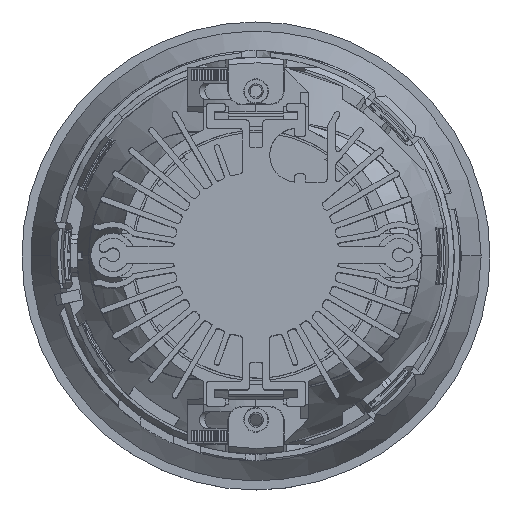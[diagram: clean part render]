
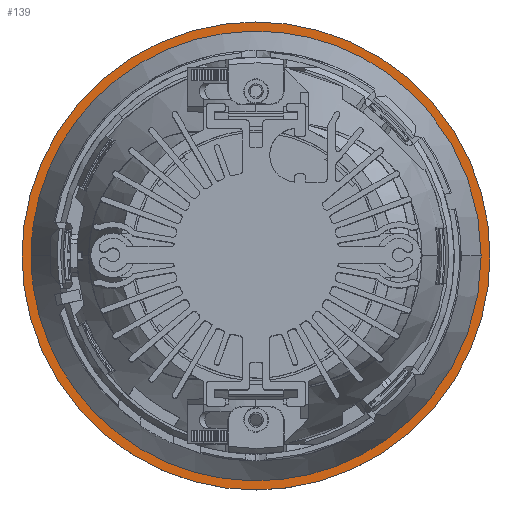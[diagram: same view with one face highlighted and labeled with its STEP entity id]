
A CAD part, top view. The second image highlights one B-rep face of the part: STEP entity #139.
In plain terms, the highlighted planar face has unit normal (0, 0, 1).
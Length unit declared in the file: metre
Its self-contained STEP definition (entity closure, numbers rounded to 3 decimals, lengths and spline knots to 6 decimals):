
#32=FACE_BOUND('',#2442,.T.);
#139=ADVANCED_FACE('',(#1287,#32),#18573,.T.);
#1287=FACE_OUTER_BOUND('',#2441,.T.);
#2441=EDGE_LOOP('',(#3881,#3882));
#2442=EDGE_LOOP('',(#3883,#3884));
#3881=ORIENTED_EDGE('',*,*,#10188,.T.);
#3882=ORIENTED_EDGE('',*,*,#10187,.T.);
#3883=ORIENTED_EDGE('',*,*,#10184,.F.);
#3884=ORIENTED_EDGE('',*,*,#10183,.T.);
#10183=EDGE_CURVE('',#16466,#16465,#14478,.T.);
#10184=EDGE_CURVE('',#16466,#16465,#14479,.T.);
#10187=EDGE_CURVE('',#16621,#16620,#13285,.T.);
#10188=EDGE_CURVE('',#16620,#16621,#13286,.T.);
#13285=(
BOUNDED_CURVE()
B_SPLINE_CURVE(2,(#29214,#29215,#29216,#29217,#29218),.UNSPECIFIED.,.F.,
 .F.)
B_SPLINE_CURVE_WITH_KNOTS((3,2,3),(0.133518,0.200277,
0.267035),.UNSPECIFIED.)
CURVE()
GEOMETRIC_REPRESENTATION_ITEM()
RATIONAL_B_SPLINE_CURVE((1.,0.707,1.,0.707,1.))
REPRESENTATION_ITEM('')
);
#13286=(
BOUNDED_CURVE()
B_SPLINE_CURVE(2,(#29219,#29220,#29221,#29222,#29223),.UNSPECIFIED.,.F.,
 .F.)
B_SPLINE_CURVE_WITH_KNOTS((3,2,3),(0.,0.066759,0.133518),
 .UNSPECIFIED.)
CURVE()
GEOMETRIC_REPRESENTATION_ITEM()
RATIONAL_B_SPLINE_CURVE((1.,0.707,1.,0.707,1.))
REPRESENTATION_ITEM('')
);
#14478=B_SPLINE_CURVE_WITH_KNOTS('',3,(#29160,#29161,#29162,#29163,#29164,
#29165,#29166,#29167,#29168,#29169,#29170,#29171,#29172,#29173,#29174,#29175,
#29176,#29177,#29178,#29179,#29180,#29181),.UNSPECIFIED.,.F.,.F.,(4,2,2,
2,2,2,2,2,2,2,4),(-12.847976,-12.021275,-11.195509,
-9.612516,-8.032315,-6.426858,-4.818621,
-3.231391,-1.644783,-0.82268,0.),
 .UNSPECIFIED.);
#14479=B_SPLINE_CURVE_WITH_KNOTS('',3,(#29182,#29183,#29184,#29185,#29186,
#29187,#29188,#29189,#29190,#29191,#29192,#29193,#29194,#29195,#29196,#29197,
#29198,#29199,#29200,#29201,#29202,#29203),.UNSPECIFIED.,.F.,.F.,(4,2,2,
2,2,2,2,2,2,2,4),(-12.847976,-12.021275,-11.195509,
-9.612516,-8.032315,-6.426858,-4.818621,
-3.231391,-1.644783,-0.82268,0.),.UNSPECIFIED.);
#16465=VERTEX_POINT('',#28375);
#16466=VERTEX_POINT('',#28376);
#16620=VERTEX_POINT('',#28530);
#16621=VERTEX_POINT('',#28531);
#18573=PLANE('',#19809);
#19809=AXIS2_PLACEMENT_3D('',#22141,#20469,$);
#20469=DIRECTION('',(0.,0.,1.));
#22141=CARTESIAN_POINT('',(-0.6522,-0.6522,0.002));
#28375=CARTESIAN_POINT('',(-0.040847,0.,0.002));
#28376=CARTESIAN_POINT('',(0.040895,0.,0.002));
#28530=CARTESIAN_POINT('',(0.0425,0.,0.002));
#28531=CARTESIAN_POINT('',(-0.0425,0.,0.002));
#29160=CARTESIAN_POINT('',(0.040895,0.,0.002));
#29161=CARTESIAN_POINT('',(0.040895,-0.002754,0.002));
#29162=CARTESIAN_POINT('',(0.040617,-0.005509,0.002));
#29163=CARTESIAN_POINT('',(0.039513,-0.010906,0.002));
#29164=CARTESIAN_POINT('',(0.038688,-0.013549,0.002));
#29165=CARTESIAN_POINT('',(0.035529,-0.020945,0.002));
#29166=CARTESIAN_POINT('',(0.032524,-0.025366,0.002));
#29167=CARTESIAN_POINT('',(0.025009,-0.032791,0.002));
#29168=CARTESIAN_POINT('',(0.020562,-0.03574,0.002));
#29169=CARTESIAN_POINT('',(0.010728,-0.039799,0.002));
#29170=CARTESIAN_POINT('',(0.005411,-0.040839,0.002));
#29171=CARTESIAN_POINT('',(-0.005288,-0.040839,0.002));
#29172=CARTESIAN_POINT('',(-0.010615,-0.039796,0.002));
#29173=CARTESIAN_POINT('',(-0.020479,-0.035729,0.002));
#29174=CARTESIAN_POINT('',(-0.024948,-0.032767,0.002));
#29175=CARTESIAN_POINT('',(-0.032486,-0.025318,0.002));
#29176=CARTESIAN_POINT('',(-0.035499,-0.020886,0.002));
#29177=CARTESIAN_POINT('',(-0.038653,-0.013488,0.002));
#29178=CARTESIAN_POINT('',(-0.039472,-0.010858,0.002));
#29179=CARTESIAN_POINT('',(-0.04057,-0.005483,0.002));
#29180=CARTESIAN_POINT('',(-0.040847,-0.002742,0.002));
#29181=CARTESIAN_POINT('',(-0.040847,0.,0.002));
#29182=CARTESIAN_POINT('',(0.040895,0.,0.002));
#29183=CARTESIAN_POINT('',(0.040895,0.002754,0.002));
#29184=CARTESIAN_POINT('',(0.040617,0.005509,0.002));
#29185=CARTESIAN_POINT('',(0.039513,0.010906,0.002));
#29186=CARTESIAN_POINT('',(0.038688,0.013549,0.002));
#29187=CARTESIAN_POINT('',(0.035529,0.020945,0.002));
#29188=CARTESIAN_POINT('',(0.032524,0.025366,0.002));
#29189=CARTESIAN_POINT('',(0.025009,0.032791,0.002));
#29190=CARTESIAN_POINT('',(0.020562,0.03574,0.002));
#29191=CARTESIAN_POINT('',(0.010728,0.039799,0.002));
#29192=CARTESIAN_POINT('',(0.005411,0.040839,0.002));
#29193=CARTESIAN_POINT('',(-0.005288,0.040839,0.002));
#29194=CARTESIAN_POINT('',(-0.010615,0.039796,0.002));
#29195=CARTESIAN_POINT('',(-0.020479,0.035729,0.002));
#29196=CARTESIAN_POINT('',(-0.024948,0.032767,0.002));
#29197=CARTESIAN_POINT('',(-0.032486,0.025318,0.002));
#29198=CARTESIAN_POINT('',(-0.035499,0.020886,0.002));
#29199=CARTESIAN_POINT('',(-0.038653,0.013488,0.002));
#29200=CARTESIAN_POINT('',(-0.039472,0.010858,0.002));
#29201=CARTESIAN_POINT('',(-0.04057,0.005483,0.002));
#29202=CARTESIAN_POINT('',(-0.040847,0.002742,0.002));
#29203=CARTESIAN_POINT('',(-0.040847,0.,0.002));
#29214=CARTESIAN_POINT('',(-0.0425,0.,0.002));
#29215=CARTESIAN_POINT('',(-0.0425,-0.0425,0.002));
#29216=CARTESIAN_POINT('',(0.,-0.0425,0.002));
#29217=CARTESIAN_POINT('',(0.0425,-0.0425,0.002));
#29218=CARTESIAN_POINT('',(0.0425,0.,0.002));
#29219=CARTESIAN_POINT('',(0.0425,0.,0.002));
#29220=CARTESIAN_POINT('',(0.0425,0.0425,0.002));
#29221=CARTESIAN_POINT('',(0.,0.0425,0.002));
#29222=CARTESIAN_POINT('',(-0.0425,0.0425,0.002));
#29223=CARTESIAN_POINT('',(-0.0425,0.,0.002));
